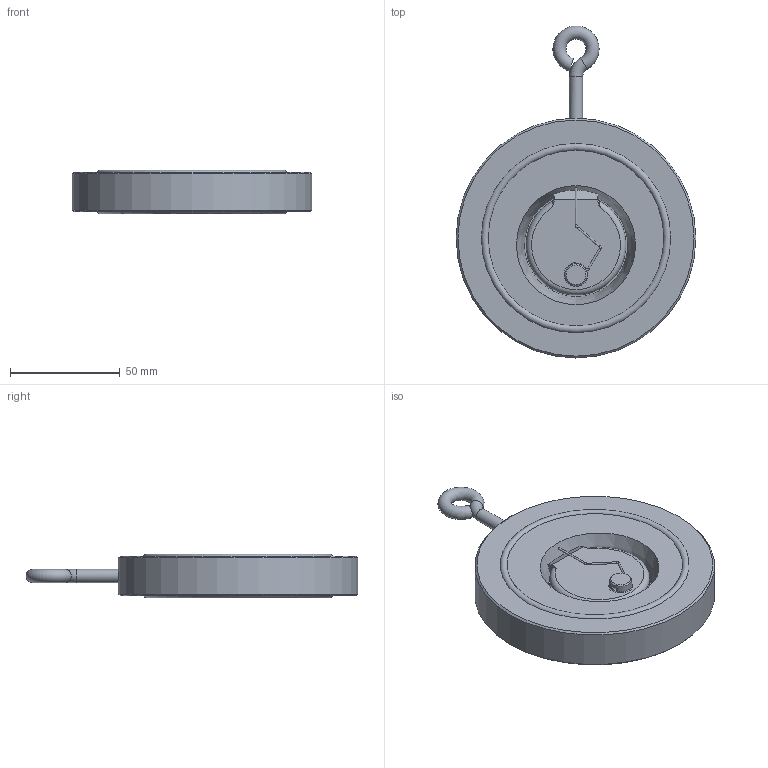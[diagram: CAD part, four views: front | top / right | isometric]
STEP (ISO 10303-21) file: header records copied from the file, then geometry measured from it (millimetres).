
FILE_DESCRIPTION (( 'STEP AP214' ), '1' );
FILE_NAME ('920-50-F.STEP', '2021-11-23T10:30:36', ( 'admin' ), ( 'Hewlett-Packard Company' ), 'SwSTEP 2.0', 'SolidWorks 2015', '' );
FILE_SCHEMA (( 'AUTOMOTIVE_DESIGN' ));
Length unit declared in the file: millimetre
Products named in the file (1): 920-50-F
Bounding box: 109 x 150.98 x 19.8 mm (x, y, z)
Volume: 154761.4 mm3; surface area: 30552.3 mm2
Topology: 1 solids, 2 shells, 63 faces, 148 edges, 91 vertices
Faces by surface type: plane 19, torus 17, cylinder 17, cone 6, bspline 2, sphere 2
Full cylindrical faces by diameter (mm): 0.8 x5, 5 x1, 6 x1, 10 x1, 32 x1, 109 x1
Entity records: 1859 total; most frequent: CARTESIAN_POINT 602, DIRECTION 262, ORIENTED_EDGE 198, AXIS2_PLACEMENT_3D 122, EDGE_LOOP 109, EDGE_CURVE 99, FACE_OUTER_BOUND 86, VERTEX_POINT 78
